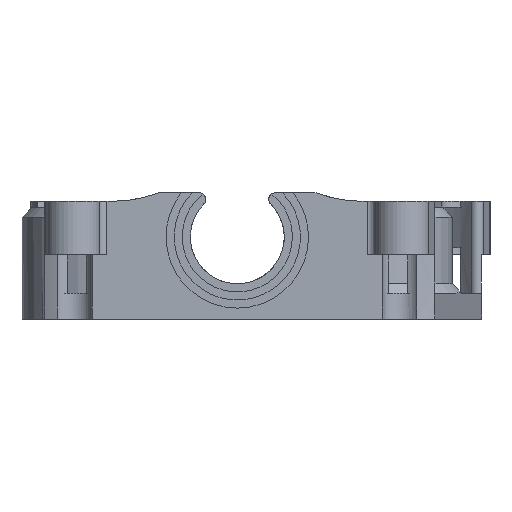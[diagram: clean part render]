
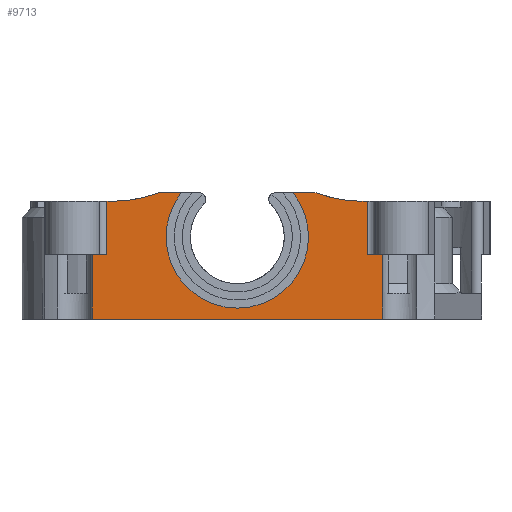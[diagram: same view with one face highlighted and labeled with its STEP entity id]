
A CAD part, front view. The second image highlights one B-rep face of the part: STEP entity #9713.
In plain terms, the highlighted planar face has unit normal (0, -1, 0).
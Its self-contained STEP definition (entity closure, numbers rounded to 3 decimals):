
#1573=LINE('',#18706,#2221);
#1652=LINE('',#20071,#2300);
#1657=LINE('',#20088,#2305);
#1684=LINE('',#20316,#2332);
#1685=LINE('',#20332,#2333);
#1686=LINE('',#20334,#2334);
#1687=LINE('',#20336,#2335);
#1688=LINE('',#20337,#2336);
#1689=LINE('',#20339,#2337);
#1690=LINE('',#20341,#2338);
#1691=LINE('',#20342,#2339);
#2221=VECTOR('',#10840,10.);
#2300=VECTOR('',#11193,10.);
#2305=VECTOR('',#11204,10.);
#2332=VECTOR('',#11279,10.);
#2333=VECTOR('',#11304,10.);
#2334=VECTOR('',#11305,10.);
#2335=VECTOR('',#11306,10.);
#2336=VECTOR('',#11307,10.);
#2337=VECTOR('',#11308,10.);
#2338=VECTOR('',#11309,10.);
#2339=VECTOR('',#11310,10.);
#2493=PLANE('',#10057);
#2970=FACE_OUTER_BOUND('',#3517,.T.);
#3517=EDGE_LOOP('',(#8852,#8853,#8854,#8855,#8856,#8857,#8858,#8859,#8860,
#8861,#8862,#8863,#8864,#8865));
#3716=CIRCLE('',#10054,11.);
#3718=CIRCLE('',#10058,20.);
#3719=CIRCLE('',#10059,20.);
#4502=VERTEX_POINT('',#18703);
#4503=VERTEX_POINT('',#18705);
#4684=VERTEX_POINT('',#20068);
#4685=VERTEX_POINT('',#20070);
#4687=VERTEX_POINT('',#20085);
#4688=VERTEX_POINT('',#20087);
#4714=VERTEX_POINT('',#20313);
#4715=VERTEX_POINT('',#20315);
#4717=VERTEX_POINT('',#20329);
#4718=VERTEX_POINT('',#20331);
#4719=VERTEX_POINT('',#20333);
#4720=VERTEX_POINT('',#20335);
#4721=VERTEX_POINT('',#20338);
#4722=VERTEX_POINT('',#20340);
#5840=EDGE_CURVE('',#4503,#4502,#1573,.T.);
#6081=EDGE_CURVE('',#4684,#4685,#1652,.T.);
#6088=EDGE_CURVE('',#4687,#4688,#1657,.T.);
#6133=EDGE_CURVE('',#4714,#4715,#1684,.T.);
#6138=EDGE_CURVE('',#4688,#4684,#3716,.T.);
#6140=EDGE_CURVE('',#4717,#4687,#3718,.T.);
#6141=EDGE_CURVE('',#4718,#4717,#1685,.T.);
#6142=EDGE_CURVE('',#4718,#4719,#1686,.T.);
#6143=EDGE_CURVE('',#4720,#4719,#1687,.T.);
#6144=EDGE_CURVE('',#4503,#4720,#1688,.T.);
#6145=EDGE_CURVE('',#4502,#4721,#1689,.T.);
#6146=EDGE_CURVE('',#4722,#4721,#1690,.T.);
#6147=EDGE_CURVE('',#4715,#4722,#1691,.T.);
#6148=EDGE_CURVE('',#4685,#4714,#3719,.T.);
#8852=ORIENTED_EDGE('',*,*,#6138,.F.);
#8853=ORIENTED_EDGE('',*,*,#6088,.F.);
#8854=ORIENTED_EDGE('',*,*,#6140,.F.);
#8855=ORIENTED_EDGE('',*,*,#6141,.F.);
#8856=ORIENTED_EDGE('',*,*,#6142,.T.);
#8857=ORIENTED_EDGE('',*,*,#6143,.F.);
#8858=ORIENTED_EDGE('',*,*,#6144,.F.);
#8859=ORIENTED_EDGE('',*,*,#5840,.T.);
#8860=ORIENTED_EDGE('',*,*,#6145,.T.);
#8861=ORIENTED_EDGE('',*,*,#6146,.F.);
#8862=ORIENTED_EDGE('',*,*,#6147,.F.);
#8863=ORIENTED_EDGE('',*,*,#6133,.F.);
#8864=ORIENTED_EDGE('',*,*,#6148,.F.);
#8865=ORIENTED_EDGE('',*,*,#6081,.F.);
#9713=ADVANCED_FACE('',(#2970),#2493,.F.);
#10054=AXIS2_PLACEMENT_3D('',#20325,#11294,#11295);
#10057=AXIS2_PLACEMENT_3D('',#20328,#11300,#11301);
#10058=AXIS2_PLACEMENT_3D('',#20330,#11302,#11303);
#10059=AXIS2_PLACEMENT_3D('',#20343,#11311,#11312);
#10840=DIRECTION('',(1.,0.,0.));
#11193=DIRECTION('',(1.,0.,0.));
#11204=DIRECTION('',(1.,0.,0.));
#11279=DIRECTION('',(1.,0.,0.));
#11294=DIRECTION('center_axis',(0.,-1.,0.));
#11295=DIRECTION('ref_axis',(1.,0.,0.));
#11300=DIRECTION('center_axis',(0.,1.,0.));
#11301=DIRECTION('ref_axis',(-1.,0.,0.));
#11302=DIRECTION('center_axis',(0.,-1.,0.));
#11303=DIRECTION('ref_axis',(0.475,0.,-0.88));
#11304=DIRECTION('',(1.,0.,0.));
#11305=DIRECTION('',(0.,0.,-1.));
#11306=DIRECTION('',(1.,0.,0.));
#11307=DIRECTION('',(0.,0.,1.));
#11308=DIRECTION('',(0.,0.,1.));
#11309=DIRECTION('',(1.,0.,0.));
#11310=DIRECTION('',(0.,0.,-1.));
#11311=DIRECTION('center_axis',(0.,-1.,0.));
#11312=DIRECTION('ref_axis',(0.,0.,
-1.));
#18703=CARTESIAN_POINT('',(22.4,-21.4,0.));
#18705=CARTESIAN_POINT('',(-22.4,-21.4,0.));
#18706=CARTESIAN_POINT('',(20.193,-21.4,0.));
#20068=CARTESIAN_POINT('',(8.646,-21.4,19.5));
#20070=CARTESIAN_POINT('',(12.156,-21.4,19.5));
#20071=CARTESIAN_POINT('',(17.278,-21.4,19.5));
#20085=CARTESIAN_POINT('',(-12.156,-21.4,19.5));
#20087=CARTESIAN_POINT('',(-8.646,-21.4,19.5));
#20088=CARTESIAN_POINT('',(17.278,-21.4,19.5));
#20313=CARTESIAN_POINT('',(19.249,-21.4,18.2));
#20315=CARTESIAN_POINT('',(20.135,-21.4,18.2));
#20316=CARTESIAN_POINT('',(32.218,-21.4,18.2));
#20325=CARTESIAN_POINT('Origin',(0.,-21.4,
12.7));
#20328=CARTESIAN_POINT('Origin',(22.4,-21.4,0.));
#20329=CARTESIAN_POINT('',(-19.249,-21.4,18.2));
#20330=CARTESIAN_POINT('Origin',(-19.249,-21.4,38.2));
#20331=CARTESIAN_POINT('',(-20.135,-21.4,18.2));
#20332=CARTESIAN_POINT('',(1.576,-21.4,18.2));
#20333=CARTESIAN_POINT('',(-20.135,-21.4,10.));
#20334=CARTESIAN_POINT('',(-20.135,-21.4,0.));
#20335=CARTESIAN_POINT('',(-22.4,-21.4,10.));
#20336=CARTESIAN_POINT('',(-20.135,-21.4,10.));
#20337=CARTESIAN_POINT('',(-22.4,-21.4,0.));
#20338=CARTESIAN_POINT('',(22.4,-21.4,10.));
#20339=CARTESIAN_POINT('',(22.4,-21.4,0.));
#20340=CARTESIAN_POINT('',(20.135,-21.4,10.));
#20341=CARTESIAN_POINT('',(20.135,-21.4,10.));
#20342=CARTESIAN_POINT('',(20.135,-21.4,0.));
#20343=CARTESIAN_POINT('Origin',(19.249,-21.4,38.2));
